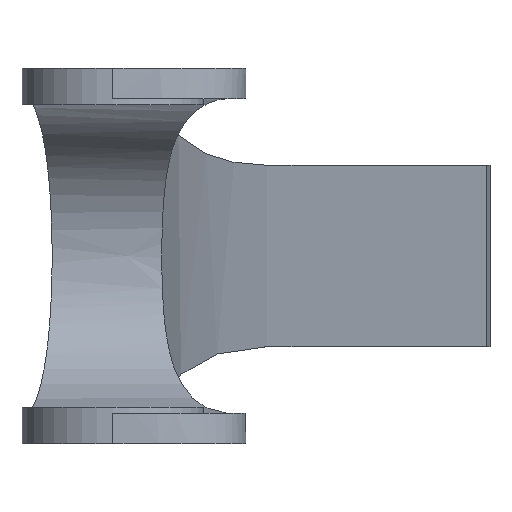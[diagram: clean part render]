
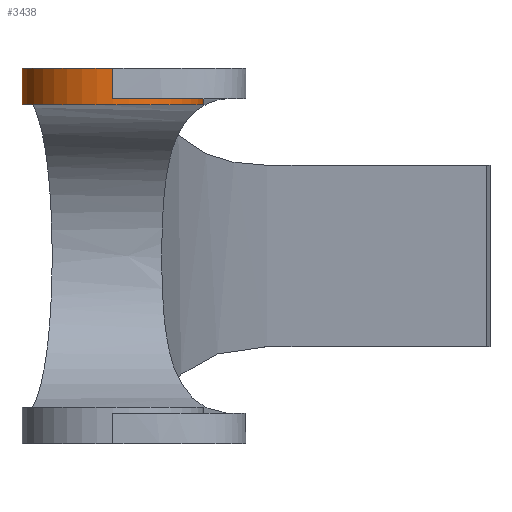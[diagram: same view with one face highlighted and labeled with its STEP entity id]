
A CAD part, left-side view. The second image highlights one B-rep face of the part: STEP entity #3438.
In plain terms, the highlighted cylindrical face has radius 15 mm (diameter 30 mm), a full revolution.
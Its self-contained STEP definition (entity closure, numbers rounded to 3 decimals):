
#44 = SURFACE_OF_LINEAR_EXTRUSION('',#45,#54);
#45 = B_SPLINE_CURVE_WITH_KNOTS('',3,(#46,#47,#48,#49,#50,#51,#52,#53),
  .UNSPECIFIED.,.F.,.F.,(4,2,2,4),(0.,26.627,107.293,
    232.499),.UNSPECIFIED.);
#46 = CARTESIAN_POINT('',(-15.,0.,0.));
#47 = CARTESIAN_POINT('',(-15.,-13.624,0.));
#48 = CARTESIAN_POINT('',(-11.042,-22.,0.));
#49 = CARTESIAN_POINT('',(33.453,-22.,0.));
#50 = CARTESIAN_POINT('',(54.332,-5.283,0.));
#51 = CARTESIAN_POINT('',(118.173,-10.868,0.));
#52 = CARTESIAN_POINT('',(148.293,-36.457,0.));
#53 = CARTESIAN_POINT('',(192.16,-61.783,0.));
#54 = VECTOR('',#55,1.);
#55 = DIRECTION('',(-0.,-0.,-1.));
#112 = SURFACE_OF_LINEAR_EXTRUSION('',#113,#120);
#113 = B_SPLINE_CURVE_WITH_KNOTS('',3,(#114,#115,#116,#117,#118,#119),
  .UNSPECIFIED.,.F.,.F.,(4,2,4),(0.,81.658,216.994),
  .UNSPECIFIED.);
#114 = CARTESIAN_POINT('',(0.,15.,0.));
#115 = CARTESIAN_POINT('',(28.275,15.,0.));
#116 = CARTESIAN_POINT('',(54.947,12.033,0.));
#117 = CARTESIAN_POINT('',(124.983,-0.316,0.));
#118 = CARTESIAN_POINT('',(174.835,-5.592,0.));
#119 = CARTESIAN_POINT('',(212.16,-27.142,0.));
#120 = VECTOR('',#121,1.);
#121 = DIRECTION('',(-0.,-0.,-1.));
#799 = VERTEX_POINT('',#800);
#800 = CARTESIAN_POINT('',(-15.,0.,57.));
#957 = PLANE('',#958);
#958 = AXIS2_PLACEMENT_3D('',#959,#960,#961);
#959 = CARTESIAN_POINT('',(-15.,15.,57.));
#960 = DIRECTION('',(0.,0.,1.));
#961 = DIRECTION('',(1.,0.,0.));
#1024 = EDGE_CURVE('',#799,#1025,#1027,.T.);
#1025 = VERTEX_POINT('',#1026);
#1026 = CARTESIAN_POINT('',(-15.,0.,62.));
#1027 = SURFACE_CURVE('',#1028,(#1032,#1039),.PCURVE_S1.);
#1028 = LINE('',#1029,#1030);
#1029 = CARTESIAN_POINT('',(-15.,0.,0.));
#1030 = VECTOR('',#1031,1.);
#1031 = DIRECTION('',(0.,0.,1.));
#1032 = PCURVE('',#44,#1033);
#1033 = DEFINITIONAL_REPRESENTATION('',(#1034),#1038);
#1034 = LINE('',#1035,#1036);
#1035 = CARTESIAN_POINT('',(0.,0.));
#1036 = VECTOR('',#1037,1.);
#1037 = DIRECTION('',(0.,-1.));
#1038 = ( GEOMETRIC_REPRESENTATION_CONTEXT(2) 
PARAMETRIC_REPRESENTATION_CONTEXT() REPRESENTATION_CONTEXT('2D SPACE',''
  ) );
#1039 = PCURVE('',#1040,#1045);
#1040 = CYLINDRICAL_SURFACE('',#1041,15.);
#1041 = AXIS2_PLACEMENT_3D('',#1042,#1043,#1044);
#1042 = CARTESIAN_POINT('',(0.,0.,0.));
#1043 = DIRECTION('',(-0.,-0.,-1.));
#1044 = DIRECTION('',(0.,1.,0.));
#1045 = DEFINITIONAL_REPRESENTATION('',(#1046),#1050);
#1046 = LINE('',#1047,#1048);
#1047 = CARTESIAN_POINT('',(-1.571,0.));
#1048 = VECTOR('',#1049,1.);
#1049 = DIRECTION('',(-0.,-1.));
#1050 = ( GEOMETRIC_REPRESENTATION_CONTEXT(2) 
PARAMETRIC_REPRESENTATION_CONTEXT() REPRESENTATION_CONTEXT('2D SPACE',''
  ) );
#1073 = PLANE('',#1074);
#1074 = AXIS2_PLACEMENT_3D('',#1075,#1076,#1077);
#1075 = CARTESIAN_POINT('',(102.446,-14.58,62.));
#1076 = DIRECTION('',(0.,0.,1.));
#1077 = DIRECTION('',(1.,0.,0.));
#2385 = VERTEX_POINT('',#2386);
#2386 = CARTESIAN_POINT('',(0.,15.,57.));
#2416 = EDGE_CURVE('',#2385,#2417,#2419,.T.);
#2417 = VERTEX_POINT('',#2418);
#2418 = CARTESIAN_POINT('',(0.,15.,62.));
#2419 = SURFACE_CURVE('',#2420,(#2424,#2431),.PCURVE_S1.);
#2420 = LINE('',#2421,#2422);
#2421 = CARTESIAN_POINT('',(0.,15.,0.));
#2422 = VECTOR('',#2423,1.);
#2423 = DIRECTION('',(0.,0.,1.));
#2424 = PCURVE('',#112,#2425);
#2425 = DEFINITIONAL_REPRESENTATION('',(#2426),#2430);
#2426 = LINE('',#2427,#2428);
#2427 = CARTESIAN_POINT('',(0.,0.));
#2428 = VECTOR('',#2429,1.);
#2429 = DIRECTION('',(0.,-1.));
#2430 = ( GEOMETRIC_REPRESENTATION_CONTEXT(2) 
PARAMETRIC_REPRESENTATION_CONTEXT() REPRESENTATION_CONTEXT('2D SPACE',''
  ) );
#2431 = PCURVE('',#1040,#2432);
#2432 = DEFINITIONAL_REPRESENTATION('',(#2433),#2437);
#2433 = LINE('',#2434,#2435);
#2434 = CARTESIAN_POINT('',(-0.,0.));
#2435 = VECTOR('',#2436,1.);
#2436 = DIRECTION('',(-0.,-1.));
#2437 = ( GEOMETRIC_REPRESENTATION_CONTEXT(2) 
PARAMETRIC_REPRESENTATION_CONTEXT() REPRESENTATION_CONTEXT('2D SPACE',''
  ) );
#3138 = EDGE_CURVE('',#2417,#1025,#3139,.T.);
#3139 = SURFACE_CURVE('',#3140,(#3145,#3152),.PCURVE_S1.);
#3140 = CIRCLE('',#3141,15.);
#3141 = AXIS2_PLACEMENT_3D('',#3142,#3143,#3144);
#3142 = CARTESIAN_POINT('',(0.,0.,62.)
  );
#3143 = DIRECTION('',(0.,0.,1.));
#3144 = DIRECTION('',(0.,1.,0.));
#3145 = PCURVE('',#1073,#3146);
#3146 = DEFINITIONAL_REPRESENTATION('',(#3147),#3151);
#3147 = CIRCLE('',#3148,15.);
#3148 = AXIS2_PLACEMENT_2D('',#3149,#3150);
#3149 = CARTESIAN_POINT('',(-102.446,14.58));
#3150 = DIRECTION('',(0.,1.));
#3151 = ( GEOMETRIC_REPRESENTATION_CONTEXT(2) 
PARAMETRIC_REPRESENTATION_CONTEXT() REPRESENTATION_CONTEXT('2D SPACE',''
  ) );
#3152 = PCURVE('',#1040,#3153);
#3153 = DEFINITIONAL_REPRESENTATION('',(#3154),#3158);
#3154 = LINE('',#3155,#3156);
#3155 = CARTESIAN_POINT('',(-0.,-62.));
#3156 = VECTOR('',#3157,1.);
#3157 = DIRECTION('',(-1.,0.));
#3158 = ( GEOMETRIC_REPRESENTATION_CONTEXT(2) 
PARAMETRIC_REPRESENTATION_CONTEXT() REPRESENTATION_CONTEXT('2D SPACE',''
  ) );
#3438 = ADVANCED_FACE('',(#3439),#1040,.T.);
#3439 = FACE_BOUND('',#3440,.F.);
#3440 = EDGE_LOOP('',(#3441,#3442,#3466,#3489,#3516,#3517,#3539,#3540));
#3441 = ORIENTED_EDGE('',*,*,#1024,.F.);
#3442 = ORIENTED_EDGE('',*,*,#3443,.T.);
#3443 = EDGE_CURVE('',#799,#3444,#3446,.T.);
#3444 = VERTEX_POINT('',#3445);
#3445 = CARTESIAN_POINT('',(15.,0.,57.));
#3446 = SURFACE_CURVE('',#3447,(#3452,#3459),.PCURVE_S1.);
#3447 = CIRCLE('',#3448,15.);
#3448 = AXIS2_PLACEMENT_3D('',#3449,#3450,#3451);
#3449 = CARTESIAN_POINT('',(0.,0.,57.));
#3450 = DIRECTION('',(0.,0.,1.));
#3451 = DIRECTION('',(1.,0.,0.));
#3452 = PCURVE('',#1040,#3453);
#3453 = DEFINITIONAL_REPRESENTATION('',(#3454),#3458);
#3454 = LINE('',#3455,#3456);
#3455 = CARTESIAN_POINT('',(1.571,-57.));
#3456 = VECTOR('',#3457,1.);
#3457 = DIRECTION('',(-1.,0.));
#3458 = ( GEOMETRIC_REPRESENTATION_CONTEXT(2) 
PARAMETRIC_REPRESENTATION_CONTEXT() REPRESENTATION_CONTEXT('2D SPACE',''
  ) );
#3459 = PCURVE('',#957,#3460);
#3460 = DEFINITIONAL_REPRESENTATION('',(#3461),#3465);
#3461 = CIRCLE('',#3462,15.);
#3462 = AXIS2_PLACEMENT_2D('',#3463,#3464);
#3463 = CARTESIAN_POINT('',(15.,-15.));
#3464 = DIRECTION('',(1.,0.));
#3465 = ( GEOMETRIC_REPRESENTATION_CONTEXT(2) 
PARAMETRIC_REPRESENTATION_CONTEXT() REPRESENTATION_CONTEXT('2D SPACE',''
  ) );
#3466 = ORIENTED_EDGE('',*,*,#3467,.F.);
#3467 = EDGE_CURVE('',#3468,#3444,#3470,.T.);
#3468 = VERTEX_POINT('',#3469);
#3469 = CARTESIAN_POINT('',(15.,0.,56.));
#3470 = SEAM_CURVE('',#3471,(#3475,#3482),.PCURVE_S1.);
#3471 = LINE('',#3472,#3473);
#3472 = CARTESIAN_POINT('',(15.,0.,56.));
#3473 = VECTOR('',#3474,1.);
#3474 = DIRECTION('',(0.,0.,1.));
#3475 = PCURVE('',#1040,#3476);
#3476 = DEFINITIONAL_REPRESENTATION('',(#3477),#3481);
#3477 = LINE('',#3478,#3479);
#3478 = CARTESIAN_POINT('',(-4.712,-56.));
#3479 = VECTOR('',#3480,1.);
#3480 = DIRECTION('',(-0.,-1.));
#3481 = ( GEOMETRIC_REPRESENTATION_CONTEXT(2) 
PARAMETRIC_REPRESENTATION_CONTEXT() REPRESENTATION_CONTEXT('2D SPACE',''
  ) );
#3482 = PCURVE('',#1040,#3483);
#3483 = DEFINITIONAL_REPRESENTATION('',(#3484),#3488);
#3484 = LINE('',#3485,#3486);
#3485 = CARTESIAN_POINT('',(1.571,-56.));
#3486 = VECTOR('',#3487,1.);
#3487 = DIRECTION('',(-0.,-1.));
#3488 = ( GEOMETRIC_REPRESENTATION_CONTEXT(2) 
PARAMETRIC_REPRESENTATION_CONTEXT() REPRESENTATION_CONTEXT('2D SPACE',''
  ) );
#3489 = ORIENTED_EDGE('',*,*,#3490,.F.);
#3490 = EDGE_CURVE('',#3468,#3468,#3491,.T.);
#3491 = SURFACE_CURVE('',#3492,(#3497,#3504),.PCURVE_S1.);
#3492 = CIRCLE('',#3493,15.);
#3493 = AXIS2_PLACEMENT_3D('',#3494,#3495,#3496);
#3494 = CARTESIAN_POINT('',(0.,0.,56.));
#3495 = DIRECTION('',(0.,0.,1.));
#3496 = DIRECTION('',(1.,0.,0.));
#3497 = PCURVE('',#1040,#3498);
#3498 = DEFINITIONAL_REPRESENTATION('',(#3499),#3503);
#3499 = LINE('',#3500,#3501);
#3500 = CARTESIAN_POINT('',(1.571,-56.));
#3501 = VECTOR('',#3502,1.);
#3502 = DIRECTION('',(-1.,0.));
#3503 = ( GEOMETRIC_REPRESENTATION_CONTEXT(2) 
PARAMETRIC_REPRESENTATION_CONTEXT() REPRESENTATION_CONTEXT('2D SPACE',''
  ) );
#3504 = PCURVE('',#3505,#3510);
#3505 = PLANE('',#3506);
#3506 = AXIS2_PLACEMENT_3D('',#3507,#3508,#3509);
#3507 = CARTESIAN_POINT('',(0.,0.,56.));
#3508 = DIRECTION('',(0.,0.,1.));
#3509 = DIRECTION('',(1.,0.,0.));
#3510 = DEFINITIONAL_REPRESENTATION('',(#3511),#3515);
#3511 = CIRCLE('',#3512,15.);
#3512 = AXIS2_PLACEMENT_2D('',#3513,#3514);
#3513 = CARTESIAN_POINT('',(0.,0.));
#3514 = DIRECTION('',(1.,0.));
#3515 = ( GEOMETRIC_REPRESENTATION_CONTEXT(2) 
PARAMETRIC_REPRESENTATION_CONTEXT() REPRESENTATION_CONTEXT('2D SPACE',''
  ) );
#3516 = ORIENTED_EDGE('',*,*,#3467,.T.);
#3517 = ORIENTED_EDGE('',*,*,#3518,.T.);
#3518 = EDGE_CURVE('',#3444,#2385,#3519,.T.);
#3519 = SURFACE_CURVE('',#3520,(#3525,#3532),.PCURVE_S1.);
#3520 = CIRCLE('',#3521,15.);
#3521 = AXIS2_PLACEMENT_3D('',#3522,#3523,#3524);
#3522 = CARTESIAN_POINT('',(0.,0.,57.));
#3523 = DIRECTION('',(0.,0.,1.));
#3524 = DIRECTION('',(1.,0.,0.));
#3525 = PCURVE('',#1040,#3526);
#3526 = DEFINITIONAL_REPRESENTATION('',(#3527),#3531);
#3527 = LINE('',#3528,#3529);
#3528 = CARTESIAN_POINT('',(1.571,-57.));
#3529 = VECTOR('',#3530,1.);
#3530 = DIRECTION('',(-1.,0.));
#3531 = ( GEOMETRIC_REPRESENTATION_CONTEXT(2) 
PARAMETRIC_REPRESENTATION_CONTEXT() REPRESENTATION_CONTEXT('2D SPACE',''
  ) );
#3532 = PCURVE('',#957,#3533);
#3533 = DEFINITIONAL_REPRESENTATION('',(#3534),#3538);
#3534 = CIRCLE('',#3535,15.);
#3535 = AXIS2_PLACEMENT_2D('',#3536,#3537);
#3536 = CARTESIAN_POINT('',(15.,-15.));
#3537 = DIRECTION('',(1.,0.));
#3538 = ( GEOMETRIC_REPRESENTATION_CONTEXT(2) 
PARAMETRIC_REPRESENTATION_CONTEXT() REPRESENTATION_CONTEXT('2D SPACE',''
  ) );
#3539 = ORIENTED_EDGE('',*,*,#2416,.T.);
#3540 = ORIENTED_EDGE('',*,*,#3138,.T.);
